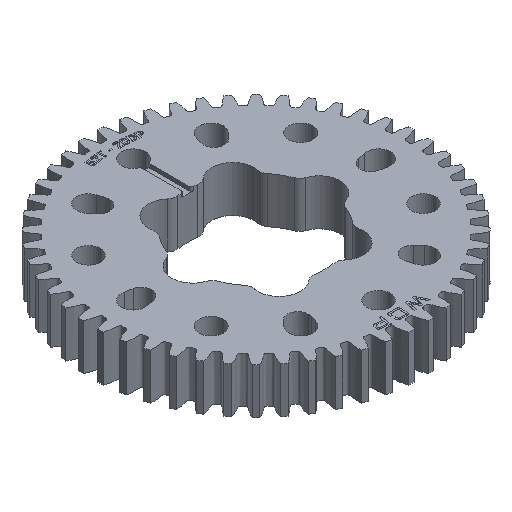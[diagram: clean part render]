
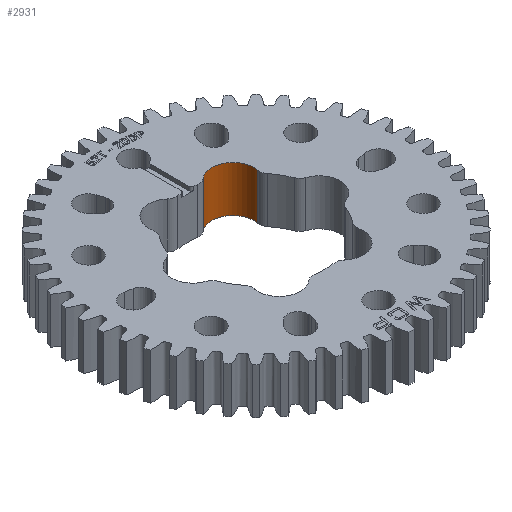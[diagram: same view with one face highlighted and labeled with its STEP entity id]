
A CAD part, isometric view. The second image highlights one B-rep face of the part: STEP entity #2931.
In plain terms, the highlighted cylindrical face has radius 4.366 mm (diameter 8.731 mm), a partial arc.
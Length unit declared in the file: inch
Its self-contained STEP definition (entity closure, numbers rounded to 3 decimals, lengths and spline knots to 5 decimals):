
#142 = DIRECTION ( 'NONE',  ( 0., 0., -1. ) ) ;
#686 = LINE ( 'NONE', #8864, #2082 ) ;
#1231 = VERTEX_POINT ( 'NONE', #14351 ) ;
#2082 = VECTOR ( 'NONE', #142, 39.37008 ) ;
#2416 = VECTOR ( 'NONE', #3324, 39.37008 ) ;
#2931 = ADVANCED_FACE ( 'NONE', ( #18423 ), #16353, .F. ) ;
#3324 = DIRECTION ( 'NONE',  ( 0., 0., -1. ) ) ;
#3900 = CIRCLE ( 'NONE', #4788, 0.17188 ) ;
#4310 = CARTESIAN_POINT ( 'NONE',  ( 0.42635, 0.41286, 0.1875 ) ) ;
#4788 = AXIS2_PLACEMENT_3D ( 'NONE', #17487, #9194, #25934 ) ;
#5023 = ORIENTED_EDGE ( 'NONE', *, *, #7275, .F. ) ;
#5841 = DIRECTION ( 'NONE',  ( 0., 0., -1. ) ) ;
#6407 = AXIS2_PLACEMENT_3D ( 'NONE', #12179, #26722, #24642 ) ;
#7275 = EDGE_CURVE ( 'NONE', #24328, #12657, #686, .T. ) ;
#8864 = CARTESIAN_POINT ( 'NONE',  ( 0.42635, 0.41286, 0.25 ) ) ;
#9194 = DIRECTION ( 'NONE',  ( 0., 0., 1. ) ) ;
#10303 = VERTEX_POINT ( 'NONE', #22215 ) ;
#11966 = AXIS2_PLACEMENT_3D ( 'NONE', #24792, #5841, #20905 ) ;
#12179 = CARTESIAN_POINT ( 'NONE',  ( 0.25781, 0.44654, -0.1875 ) ) ;
#12657 = VERTEX_POINT ( 'NONE', #20250 ) ;
#13397 = ORIENTED_EDGE ( 'NONE', *, *, #17148, .T. ) ;
#13516 = EDGE_LOOP ( 'NONE', ( #5023, #18598, #13397, #19065 ) ) ;
#13977 = EDGE_CURVE ( 'NONE', #24328, #10303, #3900, .T. ) ;
#14351 = CARTESIAN_POINT ( 'NONE',  ( 0.14437, 0.57566, -0.1875 ) ) ;
#16353 = CYLINDRICAL_SURFACE ( 'NONE', #11966, 0.17188 ) ;
#17045 = EDGE_CURVE ( 'NONE', #1231, #12657, #23633, .T. ) ;
#17148 = EDGE_CURVE ( 'NONE', #10303, #1231, #24781, .T. ) ;
#17487 = CARTESIAN_POINT ( 'NONE',  ( 0.25781, 0.44654, 0.1875 ) ) ;
#18423 = FACE_OUTER_BOUND ( 'NONE', #13516, .T. ) ;
#18598 = ORIENTED_EDGE ( 'NONE', *, *, #13977, .T. ) ;
#19065 = ORIENTED_EDGE ( 'NONE', *, *, #17045, .T. ) ;
#20250 = CARTESIAN_POINT ( 'NONE',  ( 0.42635, 0.41286, -0.1875 ) ) ;
#20905 = DIRECTION ( 'NONE',  ( -1., 0., 0. ) ) ;
#22215 = CARTESIAN_POINT ( 'NONE',  ( 0.14437, 0.57566, 0.1875 ) ) ;
#23633 = CIRCLE ( 'NONE', #6407, 0.17188 ) ;
#24328 = VERTEX_POINT ( 'NONE', #4310 ) ;
#24642 = DIRECTION ( 'NONE',  ( 1., 0., 0. ) ) ;
#24781 = LINE ( 'NONE', #26587, #2416 ) ;
#24792 = CARTESIAN_POINT ( 'NONE',  ( 0.25781, 0.44654, 0.25 ) ) ;
#25934 = DIRECTION ( 'NONE',  ( -1., 0., 0. ) ) ;
#26587 = CARTESIAN_POINT ( 'NONE',  ( 0.14437, 0.57566, 0.25 ) ) ;
#26722 = DIRECTION ( 'NONE',  ( 0., 0., -1. ) ) ;
